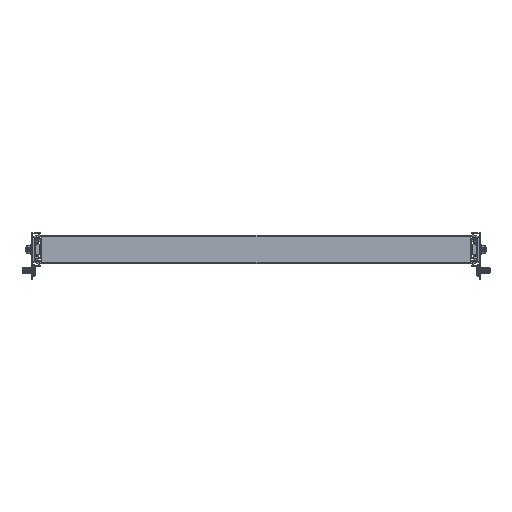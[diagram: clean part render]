
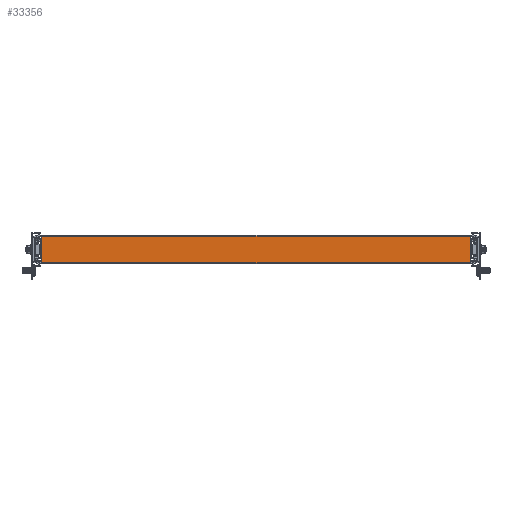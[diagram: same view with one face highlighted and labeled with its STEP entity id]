
A CAD part, front view. The second image highlights one B-rep face of the part: STEP entity #33356.
In plain terms, the highlighted planar face has unit normal (0, -1, 0).
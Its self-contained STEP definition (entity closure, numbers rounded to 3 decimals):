
#21104 = FACE_OUTER_BOUND ( 'NONE', #35066, .T. ) ;
#21106 = CARTESIAN_POINT ( 'NONE',  ( 237.5, -160., 0. ) ) ;
#21109 = PLANE ( 'NONE',  #21151 ) ;
#21111 = DIRECTION ( 'NONE',  ( 0., 1., 0. ) ) ;
#21112 = DIRECTION ( 'NONE',  ( 0., 0., 1. ) ) ;
#21151 = AXIS2_PLACEMENT_3D ( 'NONE', #21106, #21111, #21112 ) ;
#22042 = CARTESIAN_POINT ( 'NONE',  ( -237.5, -160., -0.01 ) ) ;
#22052 = CARTESIAN_POINT ( 'NONE',  ( -237.5, -160., -28.99 ) ) ;
#22055 = CARTESIAN_POINT ( 'NONE',  ( 237.5, -160., -28.99 ) ) ;
#22058 = CARTESIAN_POINT ( 'NONE',  ( 237.5, -160., -0.01 ) ) ;
#26476 = EDGE_CURVE ( 'NONE', #35321, #35330, #46621, .T. ) ;
#26482 = EDGE_CURVE ( 'NONE', #35340, #35346, #46703, .T. ) ;
#26483 = EDGE_CURVE ( 'NONE', #35330, #35340, #46706, .T. ) ;
#26484 = EDGE_CURVE ( 'NONE', #35321, #35346, #46709, .T. ) ;
#30801 = ORIENTED_EDGE ( 'NONE', *, *, #26483, .T. ) ;
#30802 = ORIENTED_EDGE ( 'NONE', *, *, #26482, .T. ) ;
#30803 = ORIENTED_EDGE ( 'NONE', *, *, #26484, .F. ) ;
#30804 = ORIENTED_EDGE ( 'NONE', *, *, #26476, .T. ) ;
#33356 = ADVANCED_FACE ( 'NONE', ( #21104 ), #21109, .F. ) ;
#35066 = EDGE_LOOP ( 'NONE', ( #30801, #30802, #30803, #30804 ) ) ;
#35321 = VERTEX_POINT ( 'NONE', #22042 ) ;
#35330 = VERTEX_POINT ( 'NONE', #22052 ) ;
#35340 = VERTEX_POINT ( 'NONE', #22055 ) ;
#35346 = VERTEX_POINT ( 'NONE', #22058 ) ;
#46000 = VECTOR ( 'NONE', #46688, 1000. ) ;
#46011 = VECTOR ( 'NONE', #46705, 1000. ) ;
#46012 = VECTOR ( 'NONE', #46708, 1000. ) ;
#46013 = VECTOR ( 'NONE', #46712, 1000. ) ;
#46621 = LINE ( 'NONE', #46686, #46000 ) ;
#46686 = CARTESIAN_POINT ( 'NONE',  ( -237.5, -160., 0. ) ) ;
#46688 = DIRECTION ( 'NONE',  ( 0., 0., -1. ) ) ;
#46703 = LINE ( 'NONE', #46704, #46011 ) ;
#46704 = CARTESIAN_POINT ( 'NONE',  ( 237.5, -160., 0. ) ) ;
#46705 = DIRECTION ( 'NONE',  ( 0., 0., 1. ) ) ;
#46706 = LINE ( 'NONE', #46707, #46012 ) ;
#46707 = CARTESIAN_POINT ( 'NONE',  ( -237.5, -160., -28.99 ) ) ;
#46708 = DIRECTION ( 'NONE',  ( 1., 0., 0. ) ) ;
#46709 = LINE ( 'NONE', #46711, #46013 ) ;
#46711 = CARTESIAN_POINT ( 'NONE',  ( 237.5, -160., -0.01 ) ) ;
#46712 = DIRECTION ( 'NONE',  ( 1., 0., 0. ) ) ;
